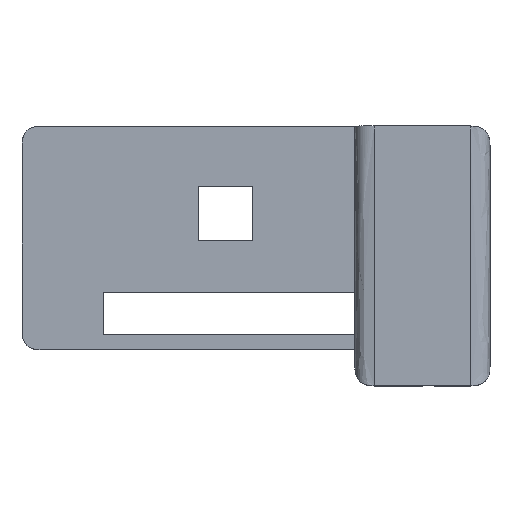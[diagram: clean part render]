
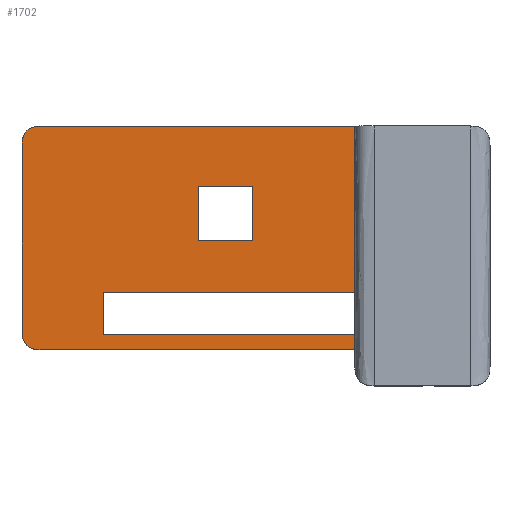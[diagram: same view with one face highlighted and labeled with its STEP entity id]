
A CAD part, top view. The second image highlights one B-rep face of the part: STEP entity #1702.
In plain terms, the highlighted planar face has unit normal (0, 0, 1).
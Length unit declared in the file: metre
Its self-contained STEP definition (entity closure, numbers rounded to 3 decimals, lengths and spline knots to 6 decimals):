
#32=B_SPLINE_CURVE_WITH_KNOTS('',3,(#2703,#2704,#2705,#2706,#2707,#2708,
#2709,#2710,#2711,#2712,#2713,#2714,#2715,#2716),.UNSPECIFIED.,.F.,.F.,
(4,1,1,1,1,1,1,1,1,1,1,4),(0.,0.0625,0.125,0.15625,0.1875,0.25,0.375,0.5,
0.625,0.75,0.875,1.),.UNSPECIFIED.);
#33=B_SPLINE_CURVE_WITH_KNOTS('',3,(#2720,#2721,#2722,#2723,#2724,#2725,
#2726,#2727,#2728,#2729,#2730,#2731,#2732,#2733),.UNSPECIFIED.,.F.,.F.,
(4,1,1,1,1,1,1,1,1,1,1,4),(0.,0.0625,0.125,0.15625,0.1875,0.25,0.375,0.5,
0.625,0.75,0.875,1.),.UNSPECIFIED.);
#71=LINE('',#2352,#281);
#161=LINE('',#2573,#371);
#172=LINE('',#2594,#382);
#217=LINE('',#2693,#427);
#218=LINE('',#2696,#428);
#219=LINE('',#2697,#429);
#220=LINE('',#2698,#430);
#221=LINE('',#2699,#431);
#222=LINE('',#2701,#432);
#223=LINE('',#2718,#433);
#224=LINE('',#2735,#434);
#225=LINE('',#2737,#435);
#281=VECTOR('',#1893,1.);
#371=VECTOR('',#2021,1.);
#382=VECTOR('',#2034,1.);
#427=VECTOR('',#2113,1.);
#428=VECTOR('',#2114,1.);
#429=VECTOR('',#2115,1.);
#430=VECTOR('',#2116,1.);
#431=VECTOR('',#2117,1.);
#432=VECTOR('',#2118,1.);
#433=VECTOR('',#2119,1.);
#434=VECTOR('',#2120,1.);
#435=VECTOR('',#2121,1.);
#706=ORIENTED_EDGE('',*,*,#1144,.T.);
#707=ORIENTED_EDGE('',*,*,#1145,.F.);
#708=ORIENTED_EDGE('',*,*,#1085,.F.);
#709=ORIENTED_EDGE('',*,*,#1146,.T.);
#710=ORIENTED_EDGE('',*,*,#1147,.F.);
#711=ORIENTED_EDGE('',*,*,#1096,.T.);
#712=ORIENTED_EDGE('',*,*,#1148,.F.);
#713=ORIENTED_EDGE('',*,*,#1149,.T.);
#714=ORIENTED_EDGE('',*,*,#1150,.T.);
#715=ORIENTED_EDGE('',*,*,#1151,.F.);
#716=ORIENTED_EDGE('',*,*,#1152,.T.);
#717=ORIENTED_EDGE('',*,*,#1153,.F.);
#718=ORIENTED_EDGE('',*,*,#1154,.F.);
#719=ORIENTED_EDGE('',*,*,#990,.F.);
#990=EDGE_CURVE('',#1236,#1237,#71,.T.);
#1085=EDGE_CURVE('',#1316,#1317,#161,.T.);
#1096=EDGE_CURVE('',#1326,#1325,#172,.T.);
#1144=EDGE_CURVE('',#1351,#1352,#217,.T.);
#1145=EDGE_CURVE('',#1317,#1352,#218,.T.);
#1146=EDGE_CURVE('',#1316,#1351,#219,.T.);
#1147=EDGE_CURVE('',#1326,#1236,#220,.T.);
#1148=EDGE_CURVE('',#1353,#1325,#221,.T.);
#1149=EDGE_CURVE('',#1353,#1354,#222,.F.);
#1150=EDGE_CURVE('',#1354,#1355,#32,.T.);
#1151=EDGE_CURVE('',#1356,#1355,#223,.F.);
#1152=EDGE_CURVE('',#1356,#1357,#33,.T.);
#1153=EDGE_CURVE('',#1358,#1357,#224,.F.);
#1154=EDGE_CURVE('',#1237,#1358,#225,.T.);
#1236=VERTEX_POINT('',#2351);
#1237=VERTEX_POINT('',#2353);
#1316=VERTEX_POINT('',#2572);
#1317=VERTEX_POINT('',#2574);
#1325=VERTEX_POINT('',#2593);
#1326=VERTEX_POINT('',#2595);
#1351=VERTEX_POINT('',#2694);
#1352=VERTEX_POINT('',#2695);
#1353=VERTEX_POINT('',#2700);
#1354=VERTEX_POINT('',#2702);
#1355=VERTEX_POINT('',#2717);
#1356=VERTEX_POINT('',#2719);
#1357=VERTEX_POINT('',#2734);
#1358=VERTEX_POINT('',#2736);
#1423=EDGE_LOOP('',(#706,#707,#708,#709));
#1424=EDGE_LOOP('',(#710,#711,#712,#713,#714,#715,#716,#717,#718,#719));
#1524=FACE_BOUND('',#1423,.T.);
#1525=FACE_BOUND('',#1424,.T.);
#1621=PLANE('',#1811);
#1702=ADVANCED_FACE('',(#1524,#1525),#1621,.F.);
#1811=AXIS2_PLACEMENT_3D('',#2692,#2111,#2112);
#1893=DIRECTION('',(1.,0.,0.));
#2021=DIRECTION('',(0.,1.,0.));
#2034=DIRECTION('',(1.,0.,0.));
#2111=DIRECTION('',(0.,0.,-1.));
#2112=DIRECTION('',(1.,0.,0.));
#2113=DIRECTION('',(0.,1.,0.));
#2114=DIRECTION('',(-1.,0.,0.));
#2115=DIRECTION('',(-1.,0.,0.));
#2116=DIRECTION('',(0.,-1.,0.));
#2117=DIRECTION('',(0.,-1.,0.));
#2118=DIRECTION('',(1.,0.,0.));
#2119=DIRECTION('',(0.,-1.,0.));
#2120=DIRECTION('',(1.,0.,0.));
#2121=DIRECTION('',(0.,-1.,0.));
#2351=CARTESIAN_POINT('',(0.006687,-0.0005,0.01));
#2352=CARTESIAN_POINT('',(0.03208,-0.0005,0.01));
#2353=CARTESIAN_POINT('',(0.048548,-0.0005,0.01));
#2572=CARTESIAN_POINT('',(0.031455,0.015135,0.01));
#2573=CARTESIAN_POINT('',(0.031455,0.019635,0.01));
#2574=CARTESIAN_POINT('',(0.031455,0.024135,0.01));
#2593=CARTESIAN_POINT('',(0.048548,0.0065,0.01));
#2594=CARTESIAN_POINT('',(0.03208,0.0065,0.01));
#2595=CARTESIAN_POINT('',(0.006687,0.0065,0.01));
#2692=CARTESIAN_POINT('',(0.03208,0.011135,0.01));
#2693=CARTESIAN_POINT('',(0.022455,0.021885,0.01));
#2694=CARTESIAN_POINT('',(0.022455,0.015135,0.01));
#2695=CARTESIAN_POINT('',(0.022455,0.024135,0.01));
#2696=CARTESIAN_POINT('',(0.026955,0.024135,0.01));
#2697=CARTESIAN_POINT('',(0.026955,0.015135,0.01));
#2698=CARTESIAN_POINT('',(0.006687,0.011135,0.01));
#2699=CARTESIAN_POINT('',(0.048548,0.012635,0.01));
#2700=CARTESIAN_POINT('',(0.048548,0.03427,0.01));
#2701=CARTESIAN_POINT('',(0.011,0.03427,0.01));
#2702=CARTESIAN_POINT('',(-0.003639,0.03427,0.01));
#2703=CARTESIAN_POINT('',(-0.003639,0.03427,0.01));
#2704=CARTESIAN_POINT('',(-0.003777,0.03427,0.01));
#2705=CARTESIAN_POINT('',(-0.004031,0.034265,0.01));
#2706=CARTESIAN_POINT('',(-0.004273,0.034249,0.01));
#2707=CARTESIAN_POINT('',(-0.004457,0.034226,0.01));
#2708=CARTESIAN_POINT('',(-0.004688,0.034186,0.01));
#2709=CARTESIAN_POINT('',(-0.005049,0.034095,0.01));
#2710=CARTESIAN_POINT('',(-0.005589,0.033868,0.01));
#2711=CARTESIAN_POINT('',(-0.006102,0.033472,0.01));
#2712=CARTESIAN_POINT('',(-0.00649,0.032958,0.01));
#2713=CARTESIAN_POINT('',(-0.006754,0.032348,0.01));
#2714=CARTESIAN_POINT('',(-0.006883,0.031657,0.01));
#2715=CARTESIAN_POINT('',(-0.006889,0.031302,0.01));
#2716=CARTESIAN_POINT('',(-0.006889,0.03102,0.01));
#2717=CARTESIAN_POINT('',(-0.006889,0.03102,0.01));
#2718=CARTESIAN_POINT('',(-0.006889,0.00345,0.01));
#2719=CARTESIAN_POINT('',(-0.006889,0.00025,0.01));
#2720=CARTESIAN_POINT('',(-0.006889,0.00025,0.01));
#2721=CARTESIAN_POINT('',(-0.006889,0.000112,0.01));
#2722=CARTESIAN_POINT('',(-0.006884,-0.000142,0.01));
#2723=CARTESIAN_POINT('',(-0.006868,-0.000384,0.01));
#2724=CARTESIAN_POINT('',(-0.006845,-0.000568,0.01));
#2725=CARTESIAN_POINT('',(-0.006805,-0.000799,0.01));
#2726=CARTESIAN_POINT('',(-0.006714,-0.00116,0.01));
#2727=CARTESIAN_POINT('',(-0.006487,-0.0017,0.01));
#2728=CARTESIAN_POINT('',(-0.006091,-0.002213,0.01));
#2729=CARTESIAN_POINT('',(-0.005577,-0.002601,0.01));
#2730=CARTESIAN_POINT('',(-0.004967,-0.002865,0.01));
#2731=CARTESIAN_POINT('',(-0.004276,-0.002994,0.01));
#2732=CARTESIAN_POINT('',(-0.003921,-0.003,0.01));
#2733=CARTESIAN_POINT('',(-0.003639,-0.003,0.01));
#2734=CARTESIAN_POINT('',(-0.003639,-0.003,0.01));
#2735=CARTESIAN_POINT('',(0.0325,-0.003,0.01));
#2736=CARTESIAN_POINT('',(0.048548,-0.003,0.01));
#2737=CARTESIAN_POINT('',(0.048548,0.012635,0.01));
